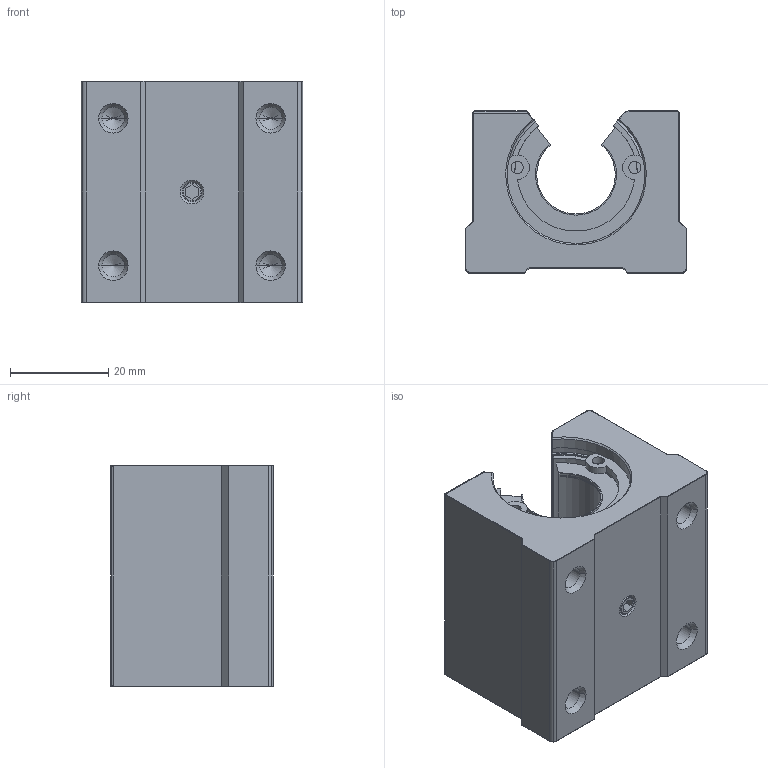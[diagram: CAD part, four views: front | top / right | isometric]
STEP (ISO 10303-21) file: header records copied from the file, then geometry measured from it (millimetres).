
FILE_DESCRIPTION (( 'STEP AP214' ), '1' );
FILE_NAME ('B578 Ëèíåéíûé ïîäøèïíèê SBR äëÿ âàëîì 16 ìì.STEP', '2024-03-06T14:41:41', ( '' ), ( '' ), 'SwSTEP 2.0', 'SolidWorks 2022', '' );
FILE_SCHEMA (( 'AUTOMOTIVE_DESIGN' ));
Length unit declared in the file: millimetre
Products named in the file (1): B578 Линейный подшипник SBR для валом 16 мм
Bounding box: 45 x 33 x 45 mm (x, y, z)
Volume: 45574.4 mm3; surface area: 18384.8 mm2
Topology: 4 solids, 4 shells, 253 faces, 639 edges, 392 vertices
Faces by surface type: cylinder 146, plane 61, cone 24, torus 16, bspline 6
Entity records: 8058 total; most frequent: CARTESIAN_POINT 1655, DIRECTION 1289, ORIENTED_EDGE 1254, EDGE_CURVE 627, AXIS2_PLACEMENT_3D 492, VERTEX_POINT 392, VECTOR 305, LINE 305
